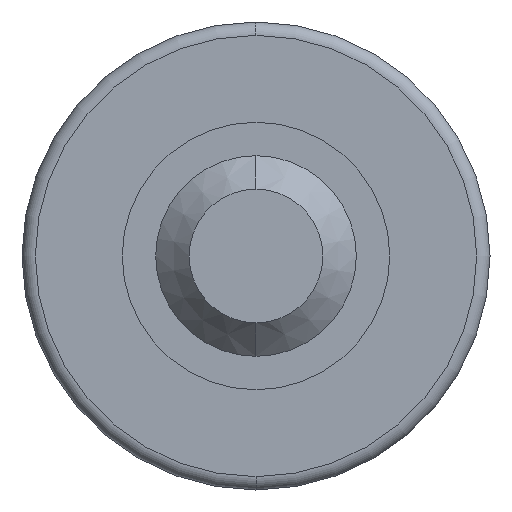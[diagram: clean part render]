
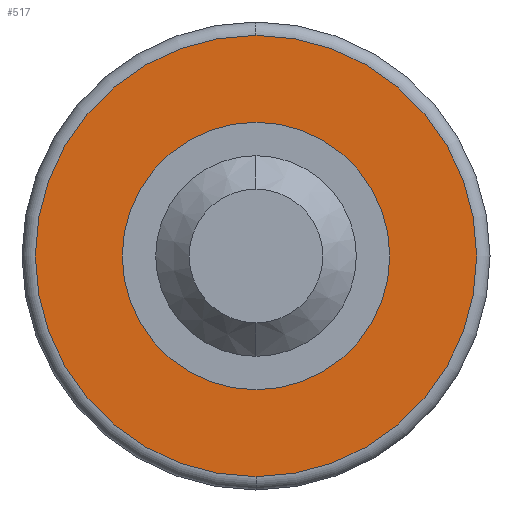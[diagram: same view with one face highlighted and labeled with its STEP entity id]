
A CAD part, left-side view. The second image highlights one B-rep face of the part: STEP entity #517.
In plain terms, the highlighted planar face has unit normal (-1, 0, 0).
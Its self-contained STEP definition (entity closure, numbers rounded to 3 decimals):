
#92 = DIRECTION ( 'NONE',  ( -1., 0., 0. ) ) ;
#155 = DIRECTION ( 'NONE',  ( 0., 0., -1. ) ) ;
#230 = CARTESIAN_POINT ( 'NONE',  ( 14., 0., 2. ) ) ;
#261 = CARTESIAN_POINT ( 'NONE',  ( 14., 0., 0. ) ) ;
#274 = DIRECTION ( 'NONE',  ( -1., 0., 0. ) ) ;
#284 = ORIENTED_EDGE ( 'NONE', *, *, #1502, .F. ) ;
#355 = AXIS2_PLACEMENT_3D ( 'NONE', #1199, #1214, #155 ) ;
#408 = CIRCLE ( 'NONE', #1255, 2. ) ;
#476 = VERTEX_POINT ( 'NONE', #1751 ) ;
#517 = ADVANCED_FACE ( 'NONE', ( #2156, #1014 ), #1271, .F. ) ;
#624 = DIRECTION ( 'NONE',  ( -1., 0., 0. ) ) ;
#733 = CARTESIAN_POINT ( 'NONE',  ( 14., 0., -3.3 ) ) ;
#756 = VERTEX_POINT ( 'NONE', #1120 ) ;
#794 = DIRECTION ( 'NONE',  ( 0., 0., -1. ) ) ;
#870 = AXIS2_PLACEMENT_3D ( 'NONE', #1106, #1976, #1606 ) ;
#901 = EDGE_CURVE ( 'NONE', #756, #2222, #1156, .T. ) ;
#957 = DIRECTION ( 'NONE',  ( 0., 0., 1. ) ) ;
#970 = ORIENTED_EDGE ( 'NONE', *, *, #2011, .T. ) ;
#1014 = FACE_BOUND ( 'NONE', #1411, .T. ) ;
#1059 = VERTEX_POINT ( 'NONE', #230 ) ;
#1079 = EDGE_LOOP ( 'NONE', ( #970, #2295 ) ) ;
#1106 = CARTESIAN_POINT ( 'NONE',  ( 14., 2., 0. ) ) ;
#1120 = CARTESIAN_POINT ( 'NONE',  ( 14., 0., 3.3 ) ) ;
#1156 = CIRCLE ( 'NONE', #355, 3.3 ) ;
#1170 = AXIS2_PLACEMENT_3D ( 'NONE', #2012, #92, #957 ) ;
#1199 = CARTESIAN_POINT ( 'NONE',  ( 14., 0., 0. ) ) ;
#1214 = DIRECTION ( 'NONE',  ( -1., 0., 0. ) ) ;
#1255 = AXIS2_PLACEMENT_3D ( 'NONE', #261, #624, #1499 ) ;
#1271 = PLANE ( 'NONE',  #870 ) ;
#1288 = CIRCLE ( 'NONE', #1435, 3.3 ) ;
#1411 = EDGE_LOOP ( 'NONE', ( #284, #1655 ) ) ;
#1435 = AXIS2_PLACEMENT_3D ( 'NONE', #2038, #274, #794 ) ;
#1499 = DIRECTION ( 'NONE',  ( 0., 0., 1. ) ) ;
#1502 = EDGE_CURVE ( 'NONE', #1059, #476, #408, .T. ) ;
#1606 = DIRECTION ( 'NONE',  ( 0., 0., -1. ) ) ;
#1655 = ORIENTED_EDGE ( 'NONE', *, *, #1993, .F. ) ;
#1751 = CARTESIAN_POINT ( 'NONE',  ( 14., 0., -2. ) ) ;
#1976 = DIRECTION ( 'NONE',  ( 1., 0., 0. ) ) ;
#1993 = EDGE_CURVE ( 'NONE', #476, #1059, #2179, .T. ) ;
#2011 = EDGE_CURVE ( 'NONE', #2222, #756, #1288, .T. ) ;
#2012 = CARTESIAN_POINT ( 'NONE',  ( 14., 0., 0. ) ) ;
#2038 = CARTESIAN_POINT ( 'NONE',  ( 14., 0., 0. ) ) ;
#2156 = FACE_OUTER_BOUND ( 'NONE', #1079, .T. ) ;
#2179 = CIRCLE ( 'NONE', #1170, 2. ) ;
#2222 = VERTEX_POINT ( 'NONE', #733 ) ;
#2295 = ORIENTED_EDGE ( 'NONE', *, *, #901, .T. ) ;
